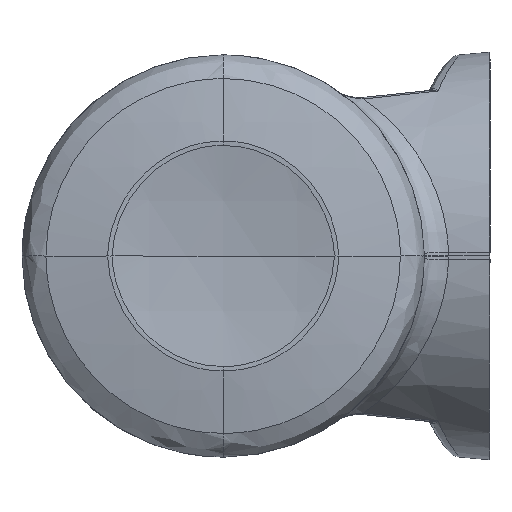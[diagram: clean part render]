
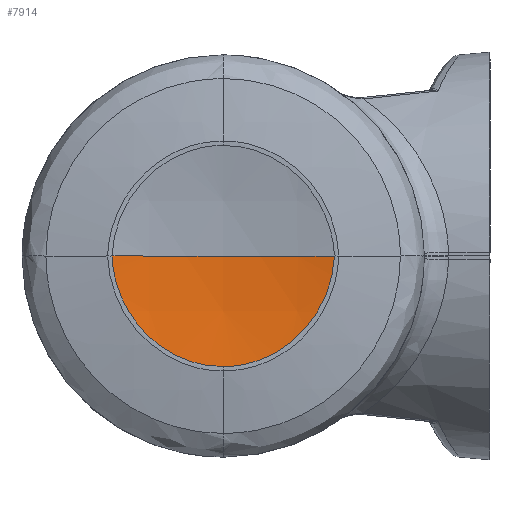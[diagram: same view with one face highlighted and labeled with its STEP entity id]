
A CAD part, front view. The second image highlights one B-rep face of the part: STEP entity #7914.
In plain terms, the highlighted spherical face has radius 205 mm.
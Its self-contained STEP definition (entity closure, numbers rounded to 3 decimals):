
#8 = CARTESIAN_POINT ( 'NONE',  ( 102.89, -94.492, -380.998 ) ) ;
#78 = CARTESIAN_POINT ( 'NONE',  ( 87.332, -94.511, -397.387 ) ) ;
#345 = CIRCLE ( 'NONE', #18478, 205. ) ;
#552 = VERTEX_POINT ( 'NONE', #7355 ) ;
#744 = CARTESIAN_POINT ( 'NONE',  ( 56.867, -94.535, -400.26 ) ) ;
#809 = CARTESIAN_POINT ( 'NONE',  ( 35.466, -94.492, -381.527 ) ) ;
#1562 = VERTEX_POINT ( 'NONE', #11969 ) ;
#1578 = CARTESIAN_POINT ( 'NONE',  ( 99.634, -94.481, -386.216 ) ) ;
#1644 = CARTESIAN_POINT ( 'NONE',  ( 84.603, -94.522, -398.84 ) ) ;
#2125 = AXIS2_PLACEMENT_3D ( 'NONE', #13314, #3901, #14886 ) ;
#2257 = CARTESIAN_POINT ( 'NONE',  ( 69., -94.545, -402.307 ) ) ;
#2333 = CARTESIAN_POINT ( 'NONE',  ( 55.121, -94.529, -399.589 ) ) ;
#2398 = CARTESIAN_POINT ( 'NONE',  ( 34.628, -94.497, -379.86 ) ) ;
#2524 = VERTEX_POINT ( 'NONE', #7260 ) ;
#3181 = CARTESIAN_POINT ( 'NONE',  ( 97.717, -94.481, -388.651 ) ) ;
#3249 = CARTESIAN_POINT ( 'NONE',  ( 81.186, -94.534, -400.258 ) ) ;
#3901 = DIRECTION ( 'NONE',  ( 0., 0., 1. ) ) ;
#3926 = CARTESIAN_POINT ( 'NONE',  ( 50.124, -94.509, -397.152 ) ) ;
#3992 = CARTESIAN_POINT ( 'NONE',  ( 33.122, -94.512, -376.45 ) ) ;
#4766 = CARTESIAN_POINT ( 'NONE',  ( 96.48, -94.482, -390.052 ) ) ;
#4835 = CARTESIAN_POINT ( 'NONE',  ( 77.613, -94.544, -401.33 ) ) ;
#5006 = EDGE_CURVE ( 'NONE', #1562, #552, #6109, .T. ) ;
#5422 = ORIENTED_EDGE ( 'NONE', *, *, #5006, .F. ) ;
#5459 = CARTESIAN_POINT ( 'NONE',  ( 66.507, -94.549, -402.247 ) ) ;
#5526 = CARTESIAN_POINT ( 'NONE',  ( 46.084, -94.494, -394.29 ) ) ;
#5530 = EDGE_CURVE ( 'NONE', #10009, #2524, #8083, .T. ) ;
#5591 = CARTESIAN_POINT ( 'NONE',  ( 31.507, -94.548, -370.516 ) ) ;
#6109 = B_SPLINE_CURVE_WITH_KNOTS ( 'NONE', 3,
 ( #2257, #13267, #14844, #5459, #16438, #7049, #18039, #8635, #19624, #10201, #744, #11771, #2333, #13339, #3926, #14907, #5526, #16505, #7118, #18110, #8700, #19693, #10270, #809, #11836, #2398, #13408, #3992, #14970, #5591, #16576, #7181, #18176, #8768, #19761, #10329 ),
 .UNSPECIFIED., .F., .F.,
 ( 4, 2, 2, 2, 2, 2, 2, 2, 2, 2, 2, 2, 2, 2, 2, 2, 2, 4 ),
 ( 0., 0.002, 0.004, 0.007, 0.011, 0.013, 0.015, 0.022, 0.026, 0.03, 0.037, 0.041, 0.043, 0.045, 0.052, 0.056, 0.058, 0.06 ),
 .UNSPECIFIED. ) ;
#6298 = CARTESIAN_POINT ( 'NONE',  ( 106.778, -94.556, -369.284 ) ) ;
#6363 = CARTESIAN_POINT ( 'NONE',  ( 93.884, -94.487, -392.709 ) ) ;
#6429 = CARTESIAN_POINT ( 'NONE',  ( 71.498, -94.55, -402.332 ) ) ;
#7049 = CARTESIAN_POINT ( 'NONE',  ( 64.044, -94.549, -402.021 ) ) ;
#7118 = CARTESIAN_POINT ( 'NONE',  ( 43.26, -94.485, -391.838 ) ) ;
#7181 = CARTESIAN_POINT ( 'NONE',  ( 31.029, -94.57, -367.455 ) ) ;
#7260 = CARTESIAN_POINT ( 'NONE',  ( 69., -91., -364.346 ) ) ;
#7313 = AXIS2_PLACEMENT_3D ( 'NONE', #15859, #14474, #16058 ) ;
#7355 = CARTESIAN_POINT ( 'NONE',  ( 30.781, -94.594, -364.346 ) ) ;
#7566 = ORIENTED_EDGE ( 'NONE', *, *, #16319, .F. ) ;
#7870 = CARTESIAN_POINT ( 'NONE',  ( 105.608, -94.526, -374.069 ) ) ;
#7914 = ADVANCED_FACE ( 'NONE', ( #8574 ), #16933, .F. ) ;
#7937 = CARTESIAN_POINT ( 'NONE',  ( 89.445, -94.503, -396.069 ) ) ;
#8083 = CIRCLE ( 'NONE', #2125, 205. ) ;
#8574 = FACE_OUTER_BOUND ( 'NONE', #13687, .T. ) ;
#8635 = CARTESIAN_POINT ( 'NONE',  ( 60.417, -94.544, -401.337 ) ) ;
#8700 = CARTESIAN_POINT ( 'NONE',  ( 39.075, -94.48, -387.261 ) ) ;
#8704 = CARTESIAN_POINT ( 'NONE',  ( 107.219, -94.594, -364.346 ) ) ;
#8768 = CARTESIAN_POINT ( 'NONE',  ( 30.848, -94.584, -365.592 ) ) ;
#8949 = ORIENTED_EDGE ( 'NONE', *, *, #13556, .F. ) ;
#9277 = CARTESIAN_POINT ( 'NONE',  ( 69., -296., -364.346 ) ) ;
#9463 = CARTESIAN_POINT ( 'NONE',  ( 104.38, -94.507, -377.589 ) ) ;
#9526 = CARTESIAN_POINT ( 'NONE',  ( 87.866, -94.509, -397.072 ) ) ;
#10009 = VERTEX_POINT ( 'NONE', #8704 ) ;
#10201 = CARTESIAN_POINT ( 'NONE',  ( 57.454, -94.536, -400.463 ) ) ;
#10270 = CARTESIAN_POINT ( 'NONE',  ( 36.362, -94.487, -383.153 ) ) ;
#10329 = CARTESIAN_POINT ( 'NONE',  ( 30.781, -94.594, -364.346 ) ) ;
#10844 = DIRECTION ( 'NONE',  ( 0., 1., 0. ) ) ;
#11023 = CARTESIAN_POINT ( 'NONE',  ( 101.702, -94.486, -383.153 ) ) ;
#11091 = CARTESIAN_POINT ( 'NONE',  ( 85.709, -94.518, -398.292 ) ) ;
#11771 = CARTESIAN_POINT ( 'NONE',  ( 55.7, -94.531, -399.823 ) ) ;
#11836 = CARTESIAN_POINT ( 'NONE',  ( 35.179, -94.493, -380.977 ) ) ;
#11969 = CARTESIAN_POINT ( 'NONE',  ( 69., -94.545, -402.307 ) ) ;
#12535 = CARTESIAN_POINT ( 'NONE',  ( 107.219, -94.594, -364.346 ) ) ;
#12600 = CARTESIAN_POINT ( 'NONE',  ( 98.897, -94.481, -387.208 ) ) ;
#12667 = CARTESIAN_POINT ( 'NONE',  ( 82.342, -94.531, -399.823 ) ) ;
#13267 = CARTESIAN_POINT ( 'NONE',  ( 68.375, -94.546, -402.313 ) ) ;
#13314 = CARTESIAN_POINT ( 'NONE',  ( 69., -296., -364.346 ) ) ;
#13339 = CARTESIAN_POINT ( 'NONE',  ( 52.275, -94.518, -398.354 ) ) ;
#13408 = CARTESIAN_POINT ( 'NONE',  ( 34.365, -94.5, -379.294 ) ) ;
#13556 = EDGE_CURVE ( 'NONE', #10009, #1562, #20079, .T. ) ;
#13687 = EDGE_LOOP ( 'NONE', ( #8949, #16779, #7566, #5422 ) ) ;
#14110 = CARTESIAN_POINT ( 'NONE',  ( 107.115, -94.574, -366.839 ) ) ;
#14171 = CARTESIAN_POINT ( 'NONE',  ( 97.31, -94.481, -389.126 ) ) ;
#14229 = CARTESIAN_POINT ( 'NONE',  ( 78.825, -94.541, -401.012 ) ) ;
#14474 = DIRECTION ( 'NONE',  ( 0., 0., 1. ) ) ;
#14844 = CARTESIAN_POINT ( 'NONE',  ( 67.75, -94.547, -402.302 ) ) ;
#14886 = DIRECTION ( 'NONE',  ( 0., -1., 0. ) ) ;
#14907 = CARTESIAN_POINT ( 'NONE',  ( 47.073, -94.497, -395.045 ) ) ;
#14970 = CARTESIAN_POINT ( 'NONE',  ( 32.346, -94.525, -374.114 ) ) ;
#15746 = CARTESIAN_POINT ( 'NONE',  ( 96.055, -94.483, -390.503 ) ) ;
#15812 = CARTESIAN_POINT ( 'NONE',  ( 73.963, -94.55, -402.087 ) ) ;
#15859 = CARTESIAN_POINT ( 'NONE',  ( 69., -296., -364.346 ) ) ;
#16058 = DIRECTION ( 'NONE',  ( -1., 0., 0. ) ) ;
#16319 = EDGE_CURVE ( 'NONE', #552, #2524, #345, .T. ) ;
#16438 = CARTESIAN_POINT ( 'NONE',  ( 65.889, -94.549, -402.203 ) ) ;
#16505 = CARTESIAN_POINT ( 'NONE',  ( 44.175, -94.488, -392.685 ) ) ;
#16576 = CARTESIAN_POINT ( 'NONE',  ( 31.282, -94.557, -369.301 ) ) ;
#16779 = ORIENTED_EDGE ( 'NONE', *, *, #5530, .T. ) ;
#16933 = SPHERICAL_SURFACE ( 'NONE', #7313, 205. ) ;
#17288 = CARTESIAN_POINT ( 'NONE',  ( 105.942, -94.533, -372.881 ) ) ;
#17352 = CARTESIAN_POINT ( 'NONE',  ( 91.997, -94.493, -394.301 ) ) ;
#17415 = CARTESIAN_POINT ( 'NONE',  ( 69., -94.545, -402.307 ) ) ;
#18039 = CARTESIAN_POINT ( 'NONE',  ( 62.827, -94.548, -401.835 ) ) ;
#18110 = CARTESIAN_POINT ( 'NONE',  ( 40.634, -94.48, -389.173 ) ) ;
#18176 = CARTESIAN_POINT ( 'NONE',  ( 30.959, -94.575, -366.834 ) ) ;
#18478 = AXIS2_PLACEMENT_3D ( 'NONE', #9277, #20284, #10844 ) ;
#18865 = CARTESIAN_POINT ( 'NONE',  ( 104.829, -94.513, -376.42 ) ) ;
#18931 = CARTESIAN_POINT ( 'NONE',  ( 88.924, -94.505, -396.412 ) ) ;
#19624 = CARTESIAN_POINT ( 'NONE',  ( 59.225, -94.541, -401.025 ) ) ;
#19693 = CARTESIAN_POINT ( 'NONE',  ( 37.006, -94.484, -384.204 ) ) ;
#19761 = CARTESIAN_POINT ( 'NONE',  ( 30.807, -94.589, -364.969 ) ) ;
#20079 = B_SPLINE_CURVE_WITH_KNOTS ( 'NONE', 3,
 ( #12535, #14110, #6298, #17288, #7870, #18865, #9463, #8, #11023, #1578, #12600, #3181, #14171, #4766, #15746, #6363, #17352, #7937, #18931, #9526, #78, #11091, #1644, #12667, #3249, #14229, #4835, #15812, #6429, #17415 ),
 .UNSPECIFIED., .F., .F.,
 ( 4, 2, 2, 2, 2, 2, 2, 2, 2, 2, 2, 2, 2, 2, 4 ),
 ( 0., 0.007, 0.011, 0.015, 0.022, 0.026, 0.028, 0.03, 0.037, 0.039, 0.041, 0.044, 0.048, 0.052, 0.059 ),
 .UNSPECIFIED. ) ;
#20284 = DIRECTION ( 'NONE',  ( 0., 0., -1. ) ) ;
